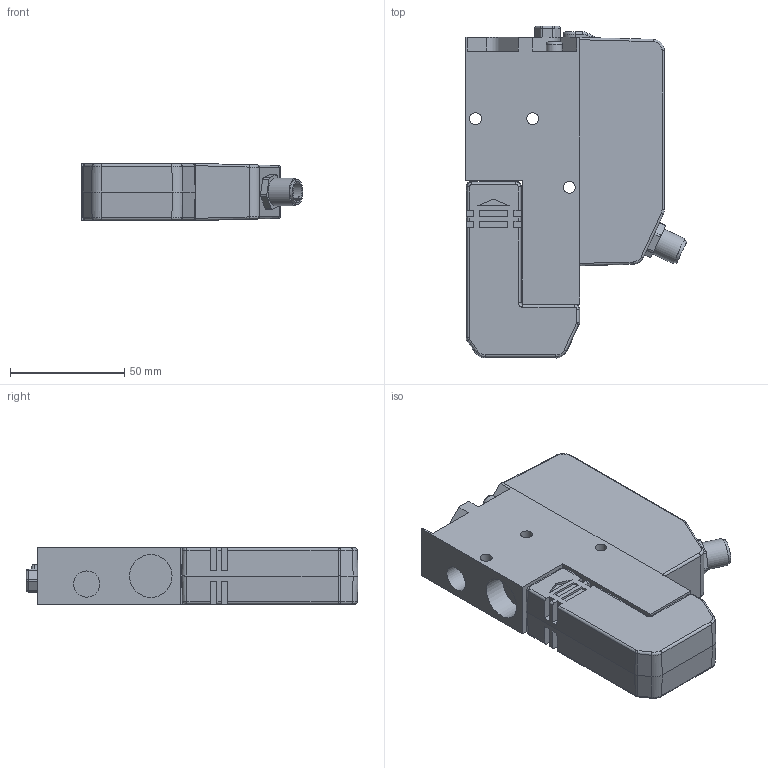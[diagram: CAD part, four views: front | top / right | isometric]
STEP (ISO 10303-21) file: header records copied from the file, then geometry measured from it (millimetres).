
FILE_DESCRIPTION(/* description */ (''),/* implementation_level */ '2;1');
FILE_NAME(/* name */ 'MFE xxxx xx1.stp',/* time_stamp */ '2018-08-23T10:05:13+02:00',/* author */ ('Lars'),/* organization */ ('AVAC Vakuumteknik AB'),/* preprocessor_version */ 'ST-DEVELOPER v17',/* originating_system */ 'Autodesk Inventor 2018',/* authorisation */ '');
FILE_SCHEMA (('AUTOMOTIVE_DESIGN { 1 0 10303 214 3 1 1 }'));
Length unit declared in the file: millimetre
Products named in the file (1): MFE xxxx Axx simple
Bounding box: 96.84 x 145.01 x 25 mm (x, y, z)
Volume: 238066.2 mm3; surface area: 45062.4 mm2
Topology: 1 solids, 2 shells, 275 faces, 678 edges, 421 vertices
Faces by surface type: plane 141, cylinder 97, bspline 22, torus 7, sphere 6, cone 2
Full cylindrical faces by diameter (mm): 5 x1, 5.2 x3, 7 x2, 8 x1, 9 x1, 10 x1, 10.7 x1, 11.445 x1, 12 x2, 18.631 x2
Entity records: 8674 total; most frequent: CARTESIAN_POINT 1883, DIRECTION 1422, ORIENTED_EDGE 1354, EDGE_CURVE 677, AXIS2_PLACEMENT_3D 493, LINE 436, VECTOR 436, VERTEX_POINT 421
